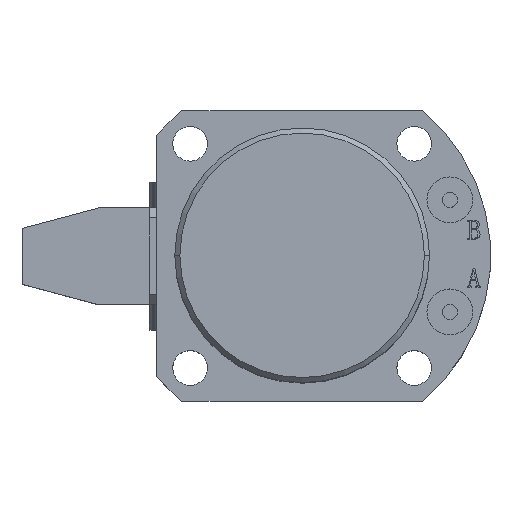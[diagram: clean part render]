
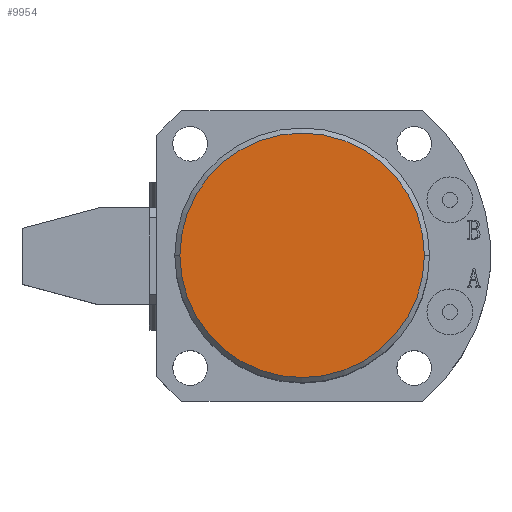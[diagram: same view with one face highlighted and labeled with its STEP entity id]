
A CAD part, top view. The second image highlights one B-rep face of the part: STEP entity #9954.
In plain terms, the highlighted planar face has unit normal (0, 0, 1).
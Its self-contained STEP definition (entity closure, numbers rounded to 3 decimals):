
#1694 = CIRCLE ( 'NONE', #3140, 24. ) ;
#1864 = CIRCLE ( 'NONE', #3195, 24. ) ;
#1980 = FACE_OUTER_BOUND ( 'NONE', #8118, .T. ) ;
#2535 = VERTEX_POINT ( 'NONE', #5530 ) ;
#3140 = AXIS2_PLACEMENT_3D ( 'NONE', #4826, #4825, #4824 ) ;
#3195 = AXIS2_PLACEMENT_3D ( 'NONE', #7704, #7702, #7701 ) ;
#3229 = AXIS2_PLACEMENT_3D ( 'NONE', #3935, #3940, #3941 ) ;
#3935 = CARTESIAN_POINT ( 'NONE',  ( 0., 0., 85. ) ) ;
#3936 = PLANE ( 'NONE',  #3229 ) ;
#3940 = DIRECTION ( 'NONE',  ( 0., 0., 1. ) ) ;
#3941 = DIRECTION ( 'NONE',  ( 1., 0., 0. ) ) ;
#4824 = DIRECTION ( 'NONE',  ( 1., 0., 0. ) ) ;
#4825 = DIRECTION ( 'NONE',  ( 0., 0., 1. ) ) ;
#4826 = CARTESIAN_POINT ( 'NONE',  ( 0., 0., 85. ) ) ;
#5530 = CARTESIAN_POINT ( 'NONE',  ( -24., 0., 85. ) ) ;
#6810 = VERTEX_POINT ( 'NONE', #9698 ) ;
#7701 = DIRECTION ( 'NONE',  ( 1., 0., 0. ) ) ;
#7702 = DIRECTION ( 'NONE',  ( 0., 0., 1. ) ) ;
#7704 = CARTESIAN_POINT ( 'NONE',  ( 0., 0., 85. ) ) ;
#8118 = EDGE_LOOP ( 'NONE', ( #8491, #8530 ) ) ;
#8491 = ORIENTED_EDGE ( 'NONE', *, *, #8888, .T. ) ;
#8530 = ORIENTED_EDGE ( 'NONE', *, *, #9017, .T. ) ;
#8888 = EDGE_CURVE ( 'NONE', #2535, #6810, #1694, .T. ) ;
#9017 = EDGE_CURVE ( 'NONE', #6810, #2535, #1864, .T. ) ;
#9698 = CARTESIAN_POINT ( 'NONE',  ( 24., 0., 85. ) ) ;
#9954 = ADVANCED_FACE ( 'NONE', ( #1980 ), #3936, .T. ) ;
